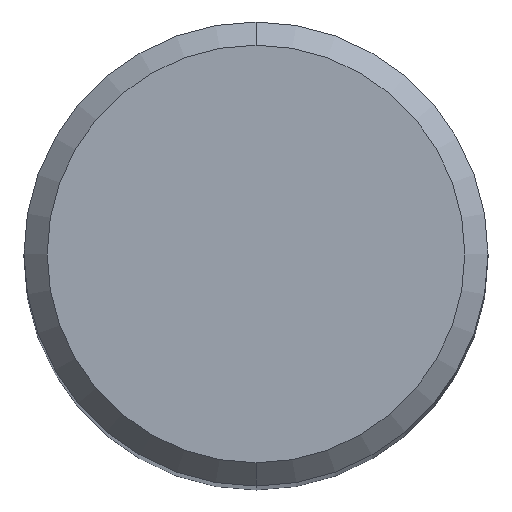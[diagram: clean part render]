
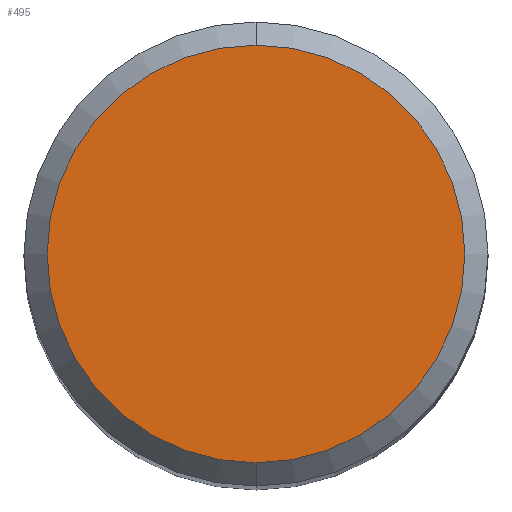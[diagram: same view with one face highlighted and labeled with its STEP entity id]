
A CAD part, top view. The second image highlights one B-rep face of the part: STEP entity #495.
In plain terms, the highlighted planar face has unit normal (0, 0, 1).
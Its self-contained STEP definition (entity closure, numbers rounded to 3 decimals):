
#443=EDGE_CURVE('',#603,#827,#1051,.T.);
#493=EDGE_CURVE('',#827,#603,#1106,.T.);
#495=ADVANCED_FACE('',(#1108),#1109,.T.);
#603=VERTEX_POINT('',#1227);
#827=VERTEX_POINT('',#1469);
#1051=CIRCLE('',#2293,5.4);
#1106=CIRCLE('',#2485,5.4);
#1108=FACE_OUTER_BOUND('',#2487,.T.);
#1109=PLANE('',#2488);
#1227=CARTESIAN_POINT('',(0.0,5.4,0.0));
#1469=CARTESIAN_POINT('',(0.,-5.4,0.0));
#2293=AXIS2_PLACEMENT_3D('',#9152,#9153,#9154);
#2485=AXIS2_PLACEMENT_3D('',#9220,#9221,#9222);
#2487=EDGE_LOOP('',(#9224,#9225));
#2488=AXIS2_PLACEMENT_3D('',#9226,#9227,#9228);
#9152=CARTESIAN_POINT('',(0.0,0.0,0.0));
#9153=DIRECTION('',(0.0,0.0,-1.0));
#9154=DIRECTION('',(0.0,1.0,0.0));
#9220=CARTESIAN_POINT('',(0.0,0.0,0.0));
#9221=DIRECTION('',(0.0,0.0,-1.0));
#9222=DIRECTION('',(0.0,1.0,0.0));
#9224=ORIENTED_EDGE('',*,*,#443,.F.);
#9225=ORIENTED_EDGE('',*,*,#493,.F.);
#9226=CARTESIAN_POINT('',(0.0,2.7,0.0));
#9227=DIRECTION('',(-0.0,0.0,1.0));
#9228=DIRECTION('',(0.0,-1.0,0.0));
